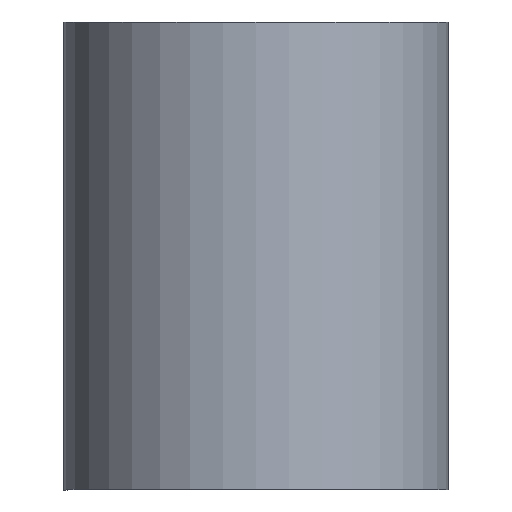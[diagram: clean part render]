
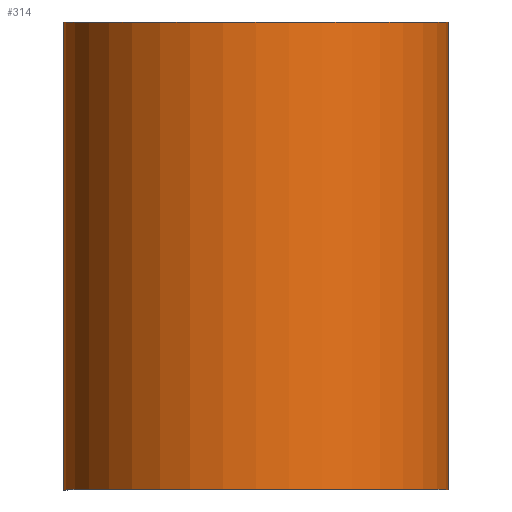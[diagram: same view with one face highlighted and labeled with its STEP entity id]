
A CAD part, top view. The second image highlights one B-rep face of the part: STEP entity #314.
In plain terms, the highlighted cylindrical face has radius 14.415 mm (diameter 28.83 mm), a partial arc.
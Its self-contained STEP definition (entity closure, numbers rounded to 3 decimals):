
#55 = DIRECTION ( 'NONE',  ( 1., 0., 0. ) ) ;
#170 = LINE ( 'NONE', #1338, #560 ) ;
#213 = FACE_OUTER_BOUND ( 'NONE', #343, .T. ) ;
#314 = ADVANCED_FACE ( 'NONE', ( #213 ), #1141, .T. ) ;
#318 = CARTESIAN_POINT ( 'NONE',  ( 14.28, 35., 0. ) ) ;
#343 = EDGE_LOOP ( 'NONE', ( #1472, #1656, #1379, #766 ) ) ;
#363 = EDGE_CURVE ( 'NONE', #2170, #1623, #1372, .T. ) ;
#420 = CARTESIAN_POINT ( 'NONE',  ( 14.28, 0., 0. ) ) ;
#481 = CIRCLE ( 'NONE', #2146, 14.415 ) ;
#505 = DIRECTION ( 'NONE',  ( 0., -1., 0. ) ) ;
#540 = LINE ( 'NONE', #877, #1978 ) ;
#560 = VECTOR ( 'NONE', #667, 1000. ) ;
#654 = CARTESIAN_POINT ( 'NONE',  ( -14.55, 35., 0. ) ) ;
#667 = DIRECTION ( 'NONE',  ( 0., -1., 0. ) ) ;
#690 = AXIS2_PLACEMENT_3D ( 'NONE', #1283, #1477, #1452 ) ;
#766 = ORIENTED_EDGE ( 'NONE', *, *, #1432, .T. ) ;
#839 = VERTEX_POINT ( 'NONE', #1643 ) ;
#869 = EDGE_CURVE ( 'NONE', #2026, #839, #481, .T. ) ;
#875 = DIRECTION ( 'NONE',  ( 1., 0., 0. ) ) ;
#877 = CARTESIAN_POINT ( 'NONE',  ( -14.55, 35., 0. ) ) ;
#1004 = EDGE_CURVE ( 'NONE', #2170, #2026, #170, .T. ) ;
#1015 = CARTESIAN_POINT ( 'NONE',  ( -0.135, 0., 0. ) ) ;
#1068 = DIRECTION ( 'NONE',  ( 0., -1., 0. ) ) ;
#1141 = CYLINDRICAL_SURFACE ( 'NONE', #690, 14.415 ) ;
#1283 = CARTESIAN_POINT ( 'NONE',  ( -0.135, 35., 0. ) ) ;
#1338 = CARTESIAN_POINT ( 'NONE',  ( 14.28, 35., 0. ) ) ;
#1372 = CIRCLE ( 'NONE', #2264, 14.415 ) ;
#1379 = ORIENTED_EDGE ( 'NONE', *, *, #363, .T. ) ;
#1432 = EDGE_CURVE ( 'NONE', #1623, #839, #540, .T. ) ;
#1452 = DIRECTION ( 'NONE',  ( 0., 0., -1. ) ) ;
#1472 = ORIENTED_EDGE ( 'NONE', *, *, #869, .F. ) ;
#1477 = DIRECTION ( 'NONE',  ( 0., -1., 0. ) ) ;
#1597 = CARTESIAN_POINT ( 'NONE',  ( -0.135, 35., 0. ) ) ;
#1623 = VERTEX_POINT ( 'NONE', #654 ) ;
#1643 = CARTESIAN_POINT ( 'NONE',  ( -14.55, 0., 0. ) ) ;
#1656 = ORIENTED_EDGE ( 'NONE', *, *, #1004, .F. ) ;
#1978 = VECTOR ( 'NONE', #1068, 1000. ) ;
#2026 = VERTEX_POINT ( 'NONE', #420 ) ;
#2144 = DIRECTION ( 'NONE',  ( 0., -1., 0. ) ) ;
#2146 = AXIS2_PLACEMENT_3D ( 'NONE', #1015, #505, #875 ) ;
#2170 = VERTEX_POINT ( 'NONE', #318 ) ;
#2264 = AXIS2_PLACEMENT_3D ( 'NONE', #1597, #2144, #55 ) ;
